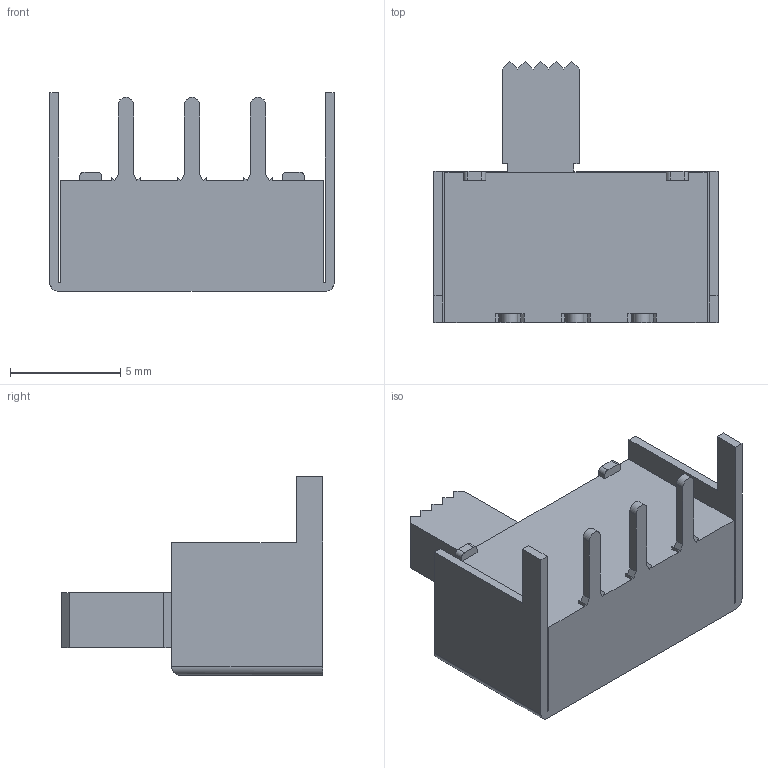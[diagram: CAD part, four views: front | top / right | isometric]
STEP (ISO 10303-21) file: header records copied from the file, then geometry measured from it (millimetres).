
FILE_DESCRIPTION(/* description */ ('KiCad electronic assembly'),/* implementation_level */ '2;1');
FILE_NAME(/* name */ 'KH-SH12F23-G6 v0.step',/* time_stamp */ '2025-10-29T21:38:00+01:00',/* author */ (''),/* organization */ (''),/* preprocessor_version */ 'ST-DEVELOPER v20.1',/* originating_system */ 'Autodesk Translation Framework v14.17.0.0',/* authorisation */ '');
FILE_SCHEMA (('AUTOMOTIVE_DESIGN { 1 0 10303 214 3 1 1 }'));
Length unit declared in the file: millimetre
Products named in the file (2): retro_xmas_gadget_v5 1; SLW-1298856-5A-RA-N-D
Assembly tree (1 placements, depth 2):
  retro_xmas_gadget_v5 1
    SLW-1298856-5A-RA-N-D
Bounding box: 12.9 x 11.85 x 9 mm (x, y, z)
Volume: 483.6 mm3; surface area: 641 mm2
Topology: 1 solids, 1 shells, 102 faces, 278 edges, 178 vertices
Faces by surface type: plane 92, cylinder 10
Entity records: 3197 total; most frequent: CARTESIAN_POINT 561, ORIENTED_EDGE 556, DIRECTION 506, EDGE_CURVE 278, LINE 260, VECTOR 260, VERTEX_POINT 178, AXIS2_PLACEMENT_3D 123
